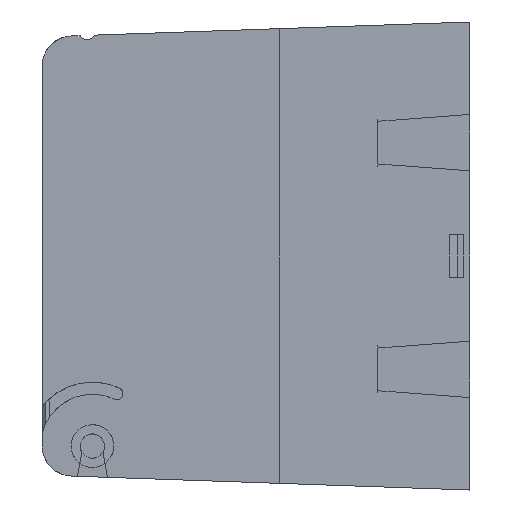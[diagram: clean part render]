
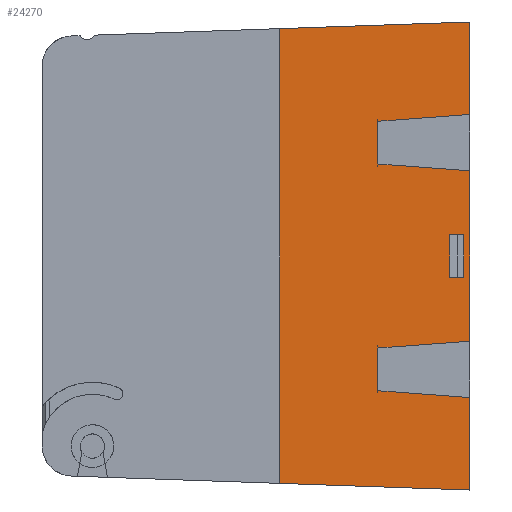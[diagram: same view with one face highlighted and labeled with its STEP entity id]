
A CAD part, left-side view. The second image highlights one B-rep face of the part: STEP entity #24270.
In plain terms, the highlighted planar face has unit normal (1, 0, 0).
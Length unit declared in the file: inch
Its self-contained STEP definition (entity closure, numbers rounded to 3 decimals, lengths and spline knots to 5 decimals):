
#242 = CARTESIAN_POINT ( 'NONE',  ( -4.185, 0.604, 0.88523 ) ) ;
#490 = ORIENTED_EDGE ( 'NONE', *, *, #55240, .F. ) ;
#659 = VECTOR ( 'NONE', #14121, 39.37008 ) ;
#1304 = CARTESIAN_POINT ( 'NONE',  ( -4.185, 0.604, -0.5 ) ) ;
#1464 = EDGE_CURVE ( 'NONE', #33601, #6214, #13774, .T. ) ;
#2526 = EDGE_CURVE ( 'NONE', #6214, #29990, #48696, .T. ) ;
#2740 = VECTOR ( 'NONE', #29860, 39.37008 ) ;
#2768 = VERTEX_POINT ( 'NONE', #36753 ) ;
#2894 = VECTOR ( 'NONE', #11476, 39.37008 ) ;
#3079 = DIRECTION ( 'NONE',  ( 0., 0., 1. ) ) ;
#3327 = CARTESIAN_POINT ( 'NONE',  ( -4.185, 0.04, 0.14 ) ) ;
#3466 = EDGE_CURVE ( 'NONE', #29990, #25583, #16344, .T. ) ;
#4241 = VERTEX_POINT ( 'NONE', #12819 ) ;
#4587 = CARTESIAN_POINT ( 'NONE',  ( -4.185, 0.04, -0.14 ) ) ;
#5106 = CARTESIAN_POINT ( 'NONE',  ( -4.185, 0.04, -0.5 ) ) ;
#5454 = ORIENTED_EDGE ( 'NONE', *, *, #3466, .F. ) ;
#5912 = DIRECTION ( 'NONE',  ( 0., 0.997, 0.074 ) ) ;
#6214 = VERTEX_POINT ( 'NONE', #10527 ) ;
#6414 = CARTESIAN_POINT ( 'NONE',  ( -4.185, 0., -0.93 ) ) ;
#6886 = FACE_OUTER_BOUND ( 'NONE', #7470, .T. ) ;
#7087 = ORIENTED_EDGE ( 'NONE', *, *, #37016, .F. ) ;
#7359 = CARTESIAN_POINT ( 'NONE',  ( -4.185, 0.594, -0.14 ) ) ;
#7450 = DIRECTION ( 'NONE',  ( 0., -0.997, 0.074 ) ) ;
#7470 = EDGE_LOOP ( 'NONE', ( #5454, #29878, #39312, #14675, #23368, #7087, #13637, #28579, #30023, #51396, #490, #45101 ) ) ;
#7985 = VERTEX_POINT ( 'NONE', #47059 ) ;
#9370 = LINE ( 'NONE', #14965, #54036 ) ;
#9925 = CARTESIAN_POINT ( 'NONE',  ( -4.185, 0., 1.4375 ) ) ;
#10050 = ORIENTED_EDGE ( 'NONE', *, *, #39902, .F. ) ;
#10527 = CARTESIAN_POINT ( 'NONE',  ( -4.185, 0., -1.53756 ) ) ;
#10934 = VECTOR ( 'NONE', #26601, 39.37008 ) ;
#11476 = DIRECTION ( 'NONE',  ( 0., 0., 1. ) ) ;
#11555 = CARTESIAN_POINT ( 'NONE',  ( -4.185, 0.00349, -1.53744 ) ) ;
#11677 = LINE ( 'NONE', #12193, #34527 ) ;
#11685 = DIRECTION ( 'NONE',  ( 0., -0.999, -0.035 ) ) ;
#12041 = VERTEX_POINT ( 'NONE', #3327 ) ;
#12193 = CARTESIAN_POINT ( 'NONE',  ( -4.185, 0.594, 0.14 ) ) ;
#12278 = LINE ( 'NONE', #5106, #10934 ) ;
#12754 = CARTESIAN_POINT ( 'NONE',  ( -4.185, 0.604, -0.5 ) ) ;
#12819 = CARTESIAN_POINT ( 'NONE',  ( -4.185, 0., -0.56 ) ) ;
#13637 = ORIENTED_EDGE ( 'NONE', *, *, #51757, .F. ) ;
#13774 = LINE ( 'NONE', #11555, #45536 ) ;
#14121 = DIRECTION ( 'NONE',  ( 0., 0., 1. ) ) ;
#14675 = ORIENTED_EDGE ( 'NONE', *, *, #43887, .F. ) ;
#14965 = CARTESIAN_POINT ( 'NONE',  ( -4.185, 0.604, 0.88523 ) ) ;
#15193 = EDGE_CURVE ( 'NONE', #21050, #27567, #35769, .T. ) ;
#15308 = DIRECTION ( 'NONE',  ( 0., 0., -1. ) ) ;
#15417 = DIRECTION ( 'NONE',  ( 0., 0., 1. ) ) ;
#16344 = LINE ( 'NONE', #6414, #36558 ) ;
#16493 = DIRECTION ( 'NONE',  ( 0., -1., 0. ) ) ;
#17021 = CARTESIAN_POINT ( 'NONE',  ( -4.185, 0., 0.93 ) ) ;
#17048 = DIRECTION ( 'NONE',  ( 0., 0., 1. ) ) ;
#17262 = CARTESIAN_POINT ( 'NONE',  ( -4.185, 0.133, -0.14 ) ) ;
#17370 = LINE ( 'NONE', #12754, #27525 ) ;
#17401 = CARTESIAN_POINT ( 'NONE',  ( -4.185, 0., -0.93 ) ) ;
#17711 = VECTOR ( 'NONE', #46583, 39.37008 ) ;
#19854 = VECTOR ( 'NONE', #33310, 39.37008 ) ;
#20429 = VECTOR ( 'NONE', #7450, 39.37008 ) ;
#21050 = VERTEX_POINT ( 'NONE', #52898 ) ;
#21481 = VERTEX_POINT ( 'NONE', #39157 ) ;
#21661 = DIRECTION ( 'NONE',  ( -1., 0., 0. ) ) ;
#22846 = VERTEX_POINT ( 'NONE', #242 ) ;
#23368 = ORIENTED_EDGE ( 'NONE', *, *, #15193, .F. ) ;
#24110 = DIRECTION ( 'NONE',  ( 0., 0., 1. ) ) ;
#24270 = ADVANCED_FACE ( 'NONE', ( #31128, #6886 ), #51806, .F. ) ;
#24615 = CARTESIAN_POINT ( 'NONE',  ( -4.185, 0.604, -0.60477 ) ) ;
#25583 = VERTEX_POINT ( 'NONE', #33175 ) ;
#25868 = LINE ( 'NONE', #50185, #2894 ) ;
#26601 = DIRECTION ( 'NONE',  ( 0., 0., -1. ) ) ;
#26693 = CARTESIAN_POINT ( 'NONE',  ( -4.185, 0.00349, 1.53744 ) ) ;
#27525 = VECTOR ( 'NONE', #17048, 39.37008 ) ;
#27567 = VERTEX_POINT ( 'NONE', #36085 ) ;
#27832 = EDGE_CURVE ( 'NONE', #43001, #12041, #11677, .T. ) ;
#27871 = LINE ( 'NONE', #55200, #17711 ) ;
#27940 = CARTESIAN_POINT ( 'NONE',  ( -4.185, 1.25, -1.49391 ) ) ;
#28579 = ORIENTED_EDGE ( 'NONE', *, *, #54104, .F. ) ;
#29860 = DIRECTION ( 'NONE',  ( 0., 0.999, -0.035 ) ) ;
#29878 = ORIENTED_EDGE ( 'NONE', *, *, #2526, .F. ) ;
#29990 = VERTEX_POINT ( 'NONE', #17401 ) ;
#30023 = ORIENTED_EDGE ( 'NONE', *, *, #38155, .F. ) ;
#30644 = EDGE_CURVE ( 'NONE', #25583, #7985, #39146, .T. ) ;
#31128 = FACE_BOUND ( 'NONE', #50969, .T. ) ;
#31236 = LINE ( 'NONE', #41284, #54410 ) ;
#31897 = LINE ( 'NONE', #24615, #20429 ) ;
#33175 = CARTESIAN_POINT ( 'NONE',  ( -4.185, 0.604, -0.88523 ) ) ;
#33310 = DIRECTION ( 'NONE',  ( 0., 1., 0. ) ) ;
#33601 = VERTEX_POINT ( 'NONE', #27940 ) ;
#34527 = VECTOR ( 'NONE', #16493, 39.37008 ) ;
#35603 = VERTEX_POINT ( 'NONE', #17262 ) ;
#35769 = LINE ( 'NONE', #26693, #2740 ) ;
#36085 = CARTESIAN_POINT ( 'NONE',  ( -4.185, 1.25, 1.49391 ) ) ;
#36243 = VERTEX_POINT ( 'NONE', #4587 ) ;
#36558 = VECTOR ( 'NONE', #5912, 39.37008 ) ;
#36753 = CARTESIAN_POINT ( 'NONE',  ( -4.185, 0., 0.56 ) ) ;
#37016 = EDGE_CURVE ( 'NONE', #46468, #21050, #49792, .T. ) ;
#37102 = VECTOR ( 'NONE', #24110, 39.37008 ) ;
#37978 = EDGE_CURVE ( 'NONE', #4241, #2768, #31236, .T. ) ;
#38035 = EDGE_CURVE ( 'NONE', #35603, #43001, #25868, .T. ) ;
#38155 = EDGE_CURVE ( 'NONE', #2768, #21481, #27871, .T. ) ;
#38265 = VECTOR ( 'NONE', #3079, 39.37008 ) ;
#39146 = LINE ( 'NONE', #1304, #659 ) ;
#39157 = CARTESIAN_POINT ( 'NONE',  ( -4.185, 0.604, 0.60477 ) ) ;
#39312 = ORIENTED_EDGE ( 'NONE', *, *, #1464, .F. ) ;
#39902 = EDGE_CURVE ( 'NONE', #12041, #36243, #12278, .T. ) ;
#40090 = ORIENTED_EDGE ( 'NONE', *, *, #38035, .F. ) ;
#40117 = CARTESIAN_POINT ( 'NONE',  ( -4.185, 0.133, 0.14 ) ) ;
#41184 = CARTESIAN_POINT ( 'NONE',  ( -4.185, 1.25, 3.60036 ) ) ;
#41284 = CARTESIAN_POINT ( 'NONE',  ( -4.185, 0., 1.4375 ) ) ;
#42933 = LINE ( 'NONE', #7359, #19854 ) ;
#43001 = VERTEX_POINT ( 'NONE', #40117 ) ;
#43887 = EDGE_CURVE ( 'NONE', #27567, #33601, #45715, .T. ) ;
#45101 = ORIENTED_EDGE ( 'NONE', *, *, #30644, .F. ) ;
#45536 = VECTOR ( 'NONE', #11685, 39.37008 ) ;
#45576 = AXIS2_PLACEMENT_3D ( 'NONE', #47569, #21661, #51993 ) ;
#45715 = LINE ( 'NONE', #41184, #55978 ) ;
#45786 = ORIENTED_EDGE ( 'NONE', *, *, #49606, .F. ) ;
#46468 = VERTEX_POINT ( 'NONE', #17021 ) ;
#46583 = DIRECTION ( 'NONE',  ( 0., 0.997, 0.074 ) ) ;
#47059 = CARTESIAN_POINT ( 'NONE',  ( -4.185, 0.604, -0.60477 ) ) ;
#47569 = CARTESIAN_POINT ( 'NONE',  ( -4.185, 0.594, -0.5 ) ) ;
#48308 = ORIENTED_EDGE ( 'NONE', *, *, #27832, .F. ) ;
#48696 = LINE ( 'NONE', #9925, #37102 ) ;
#49560 = DIRECTION ( 'NONE',  ( 0., -0.997, 0.074 ) ) ;
#49606 = EDGE_CURVE ( 'NONE', #36243, #35603, #42933, .T. ) ;
#49792 = LINE ( 'NONE', #50531, #38265 ) ;
#50185 = CARTESIAN_POINT ( 'NONE',  ( -4.185, 0.133, -0.5 ) ) ;
#50531 = CARTESIAN_POINT ( 'NONE',  ( -4.185, 0., 1.4375 ) ) ;
#50969 = EDGE_LOOP ( 'NONE', ( #40090, #45786, #10050, #48308 ) ) ;
#51396 = ORIENTED_EDGE ( 'NONE', *, *, #37978, .F. ) ;
#51757 = EDGE_CURVE ( 'NONE', #22846, #46468, #9370, .T. ) ;
#51806 = PLANE ( 'NONE',  #45576 ) ;
#51993 = DIRECTION ( 'NONE',  ( 0., 0., 1. ) ) ;
#52898 = CARTESIAN_POINT ( 'NONE',  ( -4.185, 0., 1.53756 ) ) ;
#54036 = VECTOR ( 'NONE', #49560, 39.37008 ) ;
#54104 = EDGE_CURVE ( 'NONE', #21481, #22846, #17370, .T. ) ;
#54410 = VECTOR ( 'NONE', #15417, 39.37008 ) ;
#55200 = CARTESIAN_POINT ( 'NONE',  ( -4.185, 0., 0.56 ) ) ;
#55240 = EDGE_CURVE ( 'NONE', #7985, #4241, #31897, .T. ) ;
#55978 = VECTOR ( 'NONE', #15308, 39.37008 ) ;
